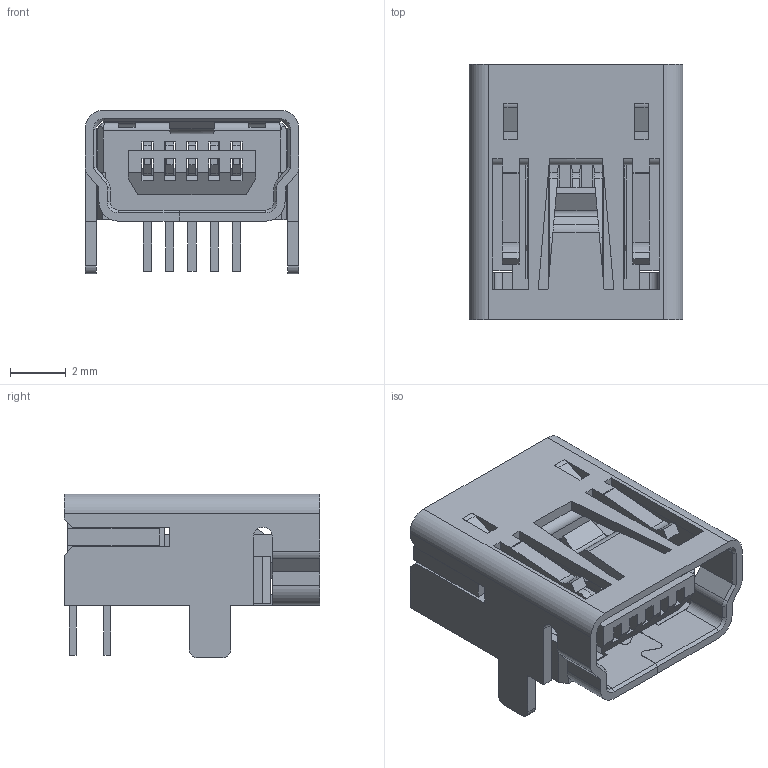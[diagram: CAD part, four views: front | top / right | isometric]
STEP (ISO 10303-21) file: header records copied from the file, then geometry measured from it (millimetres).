
FILE_DESCRIPTION (( 'STEP AP203' ), '1' );
FILE_NAME ('54-00019_revA.STEP', '2016-06-17T23:26:39', ( 'Tensility' ), ( '' ), 'SwSTEP 2.0', 'SolidWorks 2015', '' );
FILE_SCHEMA (( 'CONFIG_CONTROL_DESIGN' ));
Length unit declared in the file: millimetre
Products named in the file (8): 54-00019_pin1; 54-00019_revA; 54-00019_shell; 54-00019_insulator; 54-00019_pin5; 54-00019_pin4; 54-00019_pin3; 54-00019_pin2
Assembly tree (7 placements, depth 2):
  54-00019_revA
    54-00019_shell
    54-00019_insulator
    54-00019_pin5
    54-00019_pin4
    54-00019_pin3
    54-00019_pin2
    54-00019_pin1
Bounding box: 7.7 x 9.2 x 5.9 mm (x, y, z)
Volume: 143.2 mm3; surface area: 732.5 mm2
Topology: 7 solids, 7 shells, 587 faces, 1742 edges, 1148 vertices
Faces by surface type: plane 447, cylinder 132, cone 6, bspline 2
Entity records: 20400 total; most frequent: CARTESIAN_POINT 3591, ORIENTED_EDGE 3480, DIRECTION 3178, EDGE_CURVE 1740, VECTOR 1468, LINE 1468, VERTEX_POINT 1148, AXIS2_PLACEMENT_3D 855
